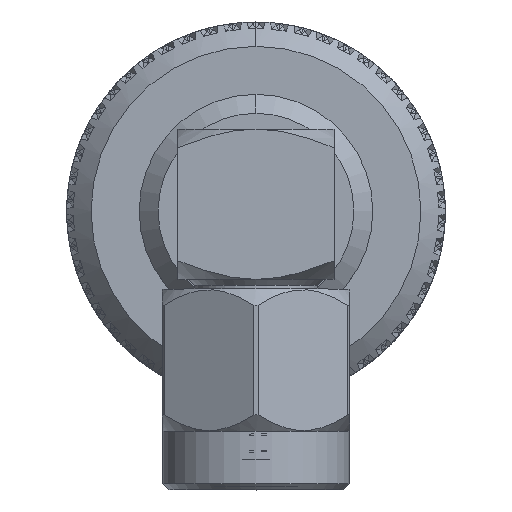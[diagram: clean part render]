
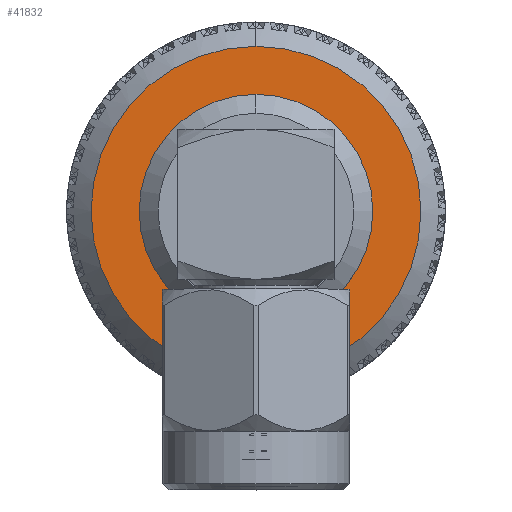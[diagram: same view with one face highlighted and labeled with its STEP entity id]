
A CAD part, top view. The second image highlights one B-rep face of the part: STEP entity #41832.
In plain terms, the highlighted face is planar.
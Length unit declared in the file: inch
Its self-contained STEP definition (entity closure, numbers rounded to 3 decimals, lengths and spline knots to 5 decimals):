
#1698 = CARTESIAN_POINT ( 'NONE',  ( 0.73971, 0., 0. ) ) ;
#5162 = ORIENTED_EDGE ( 'NONE', *, *, #79511, .T. ) ;
#12545 = VERTEX_POINT ( 'NONE', #68358 ) ;
#14981 = EDGE_CURVE ( 'NONE', #16995, #12545, #101514, .T. ) ;
#15741 = AXIS2_PLACEMENT_3D ( 'NONE', #1698, #16823, #24086 ) ;
#16823 = DIRECTION ( 'NONE',  ( 1., 0., 0. ) ) ;
#16995 = VERTEX_POINT ( 'NONE', #35081 ) ;
#18907 = AXIS2_PLACEMENT_3D ( 'NONE', #53295, #84008, #67748 ) ;
#21501 = CARTESIAN_POINT ( 'NONE',  ( 0.73971, 0.27445, 0. ) ) ;
#24086 = DIRECTION ( 'NONE',  ( 0., 1., 0. ) ) ;
#25818 = AXIS2_PLACEMENT_3D ( 'NONE', #21501, #85277, #76695 ) ;
#31036 = CARTESIAN_POINT ( 'NONE',  ( 0.73971, 0.19438, 0. ) ) ;
#33265 = CIRCLE ( 'NONE', #15741, 0.19438 ) ;
#35081 = CARTESIAN_POINT ( 'NONE',  ( 0.73971, -0.27445, 0. ) ) ;
#38268 = CARTESIAN_POINT ( 'NONE',  ( 0.73971, -0.19438, 0. ) ) ;
#41832 = ADVANCED_FACE ( 'NONE', ( #76795, #84187 ), #54525, .T. ) ;
#45816 = EDGE_CURVE ( 'NONE', #79039, #53566, #33265, .T. ) ;
#45985 = AXIS2_PLACEMENT_3D ( 'NONE', #63902, #71851, #72874 ) ;
#53295 = CARTESIAN_POINT ( 'NONE',  ( 0.73971, 0., 0. ) ) ;
#53566 = VERTEX_POINT ( 'NONE', #31036 ) ;
#54525 = PLANE ( 'NONE',  #25818 ) ;
#57718 = AXIS2_PLACEMENT_3D ( 'NONE', #60696, #92113, #75925 ) ;
#60696 = CARTESIAN_POINT ( 'NONE',  ( 0.73971, 0., 0. ) ) ;
#63902 = CARTESIAN_POINT ( 'NONE',  ( 0.73971, 0., 0. ) ) ;
#67748 = DIRECTION ( 'NONE',  ( 0., 1., 0. ) ) ;
#68358 = CARTESIAN_POINT ( 'NONE',  ( 0.73971, 0.27445, 0. ) ) ;
#71851 = DIRECTION ( 'NONE',  ( 1., 0., 0. ) ) ;
#72874 = DIRECTION ( 'NONE',  ( 0., 1., 0. ) ) ;
#75925 = DIRECTION ( 'NONE',  ( 0., 1., 0. ) ) ;
#76695 = DIRECTION ( 'NONE',  ( 0., 1., 0. ) ) ;
#76795 = FACE_OUTER_BOUND ( 'NONE', #87321, .T. ) ;
#79039 = VERTEX_POINT ( 'NONE', #38268 ) ;
#79511 = EDGE_CURVE ( 'NONE', #12545, #16995, #94100, .T. ) ;
#84008 = DIRECTION ( 'NONE',  ( 1., 0., 0. ) ) ;
#84187 = FACE_BOUND ( 'NONE', #95056, .T. ) ;
#85277 = DIRECTION ( 'NONE',  ( 1., 0., 0. ) ) ;
#87321 = EDGE_LOOP ( 'NONE', ( #100834, #5162 ) ) ;
#87604 = ORIENTED_EDGE ( 'NONE', *, *, #99402, .F. ) ;
#92113 = DIRECTION ( 'NONE',  ( 1., 0., 0. ) ) ;
#94100 = CIRCLE ( 'NONE', #45985, 0.27445 ) ;
#95056 = EDGE_LOOP ( 'NONE', ( #87604, #95428 ) ) ;
#95428 = ORIENTED_EDGE ( 'NONE', *, *, #45816, .F. ) ;
#96749 = CIRCLE ( 'NONE', #57718, 0.19438 ) ;
#99402 = EDGE_CURVE ( 'NONE', #53566, #79039, #96749, .T. ) ;
#100834 = ORIENTED_EDGE ( 'NONE', *, *, #14981, .T. ) ;
#101514 = CIRCLE ( 'NONE', #18907, 0.27445 ) ;
